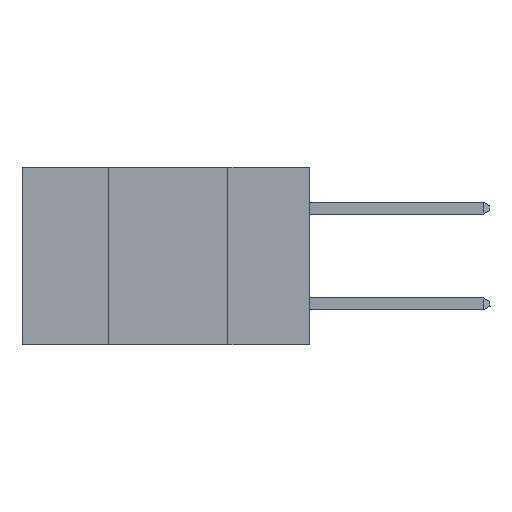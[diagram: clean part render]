
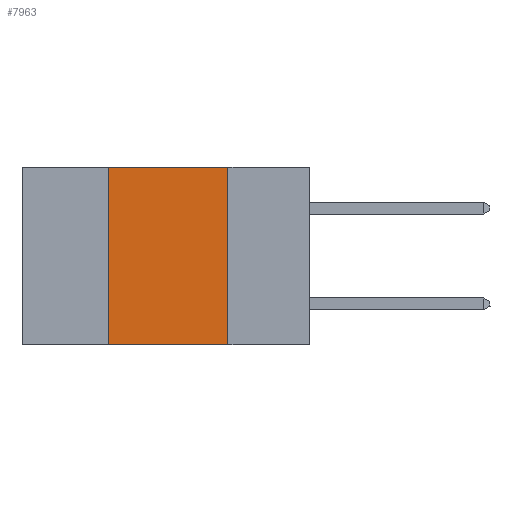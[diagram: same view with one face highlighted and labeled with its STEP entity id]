
A CAD part, left-side view. The second image highlights one B-rep face of the part: STEP entity #7963.
In plain terms, the highlighted planar face has unit normal (-1, 0, 0).
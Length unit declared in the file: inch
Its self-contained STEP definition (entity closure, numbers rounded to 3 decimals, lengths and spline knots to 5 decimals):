
#233 = LINE ( 'NONE', #1212, #6408 ) ;
#283 = ORIENTED_EDGE ( 'NONE', *, *, #10983, .T. ) ;
#1102 = CARTESIAN_POINT ( 'NONE',  ( 0., 0.42, -0.37 ) ) ;
#1212 = CARTESIAN_POINT ( 'NONE',  ( 0., 0.6, 0. ) ) ;
#1307 = PLANE ( 'NONE',  #8210 ) ;
#1753 = ORIENTED_EDGE ( 'NONE', *, *, #9620, .F. ) ;
#2124 = VECTOR ( 'NONE', #2198, 39.37008 ) ;
#2169 = FACE_OUTER_BOUND ( 'NONE', #7277, .T. ) ;
#2198 = DIRECTION ( 'NONE',  ( 0., 0., -1. ) ) ;
#4078 = VECTOR ( 'NONE', #7779, 39.37008 ) ;
#4173 = ORIENTED_EDGE ( 'NONE', *, *, #7194, .F. ) ;
#4793 = DIRECTION ( 'NONE',  ( 0., -1., 0. ) ) ;
#4828 = CARTESIAN_POINT ( 'NONE',  ( 0., 0.6, 0. ) ) ;
#5158 = CARTESIAN_POINT ( 'NONE',  ( 0., 0.42, 0. ) ) ;
#6187 = VERTEX_POINT ( 'NONE', #10207 ) ;
#6408 = VECTOR ( 'NONE', #4793, 39.37008 ) ;
#7194 = EDGE_CURVE ( 'NONE', #9973, #8419, #10298, .T. ) ;
#7277 = EDGE_LOOP ( 'NONE', ( #1753, #10604, #4173, #283 ) ) ;
#7426 = CARTESIAN_POINT ( 'NONE',  ( 0., 0.17, 0. ) ) ;
#7779 = DIRECTION ( 'NONE',  ( 0., 0., 1. ) ) ;
#7897 = VECTOR ( 'NONE', #10945, 39.37008 ) ;
#7963 = ADVANCED_FACE ( 'NONE', ( #2169 ), #1307, .F. ) ;
#8210 = AXIS2_PLACEMENT_3D ( 'NONE', #4828, #8366, #11018 ) ;
#8366 = DIRECTION ( 'NONE',  ( 1., 0., 0. ) ) ;
#8419 = VERTEX_POINT ( 'NONE', #9629 ) ;
#8939 = CARTESIAN_POINT ( 'NONE',  ( 0., 0.17, -0.37 ) ) ;
#9149 = LINE ( 'NONE', #7426, #2124 ) ;
#9345 = CARTESIAN_POINT ( 'NONE',  ( 0., 0.6, -0.37 ) ) ;
#9620 = EDGE_CURVE ( 'NONE', #6187, #11287, #9149, .T. ) ;
#9629 = CARTESIAN_POINT ( 'NONE',  ( 0., 0.42, 0. ) ) ;
#9973 = VERTEX_POINT ( 'NONE', #1102 ) ;
#10052 = EDGE_CURVE ( 'NONE', #8419, #6187, #233, .T. ) ;
#10079 = LINE ( 'NONE', #9345, #7897 ) ;
#10207 = CARTESIAN_POINT ( 'NONE',  ( 0., 0.17, 0. ) ) ;
#10298 = LINE ( 'NONE', #5158, #4078 ) ;
#10604 = ORIENTED_EDGE ( 'NONE', *, *, #10052, .F. ) ;
#10945 = DIRECTION ( 'NONE',  ( 0., -1., 0. ) ) ;
#10983 = EDGE_CURVE ( 'NONE', #9973, #11287, #10079, .T. ) ;
#11018 = DIRECTION ( 'NONE',  ( 0., 0., -1. ) ) ;
#11287 = VERTEX_POINT ( 'NONE', #8939 ) ;
